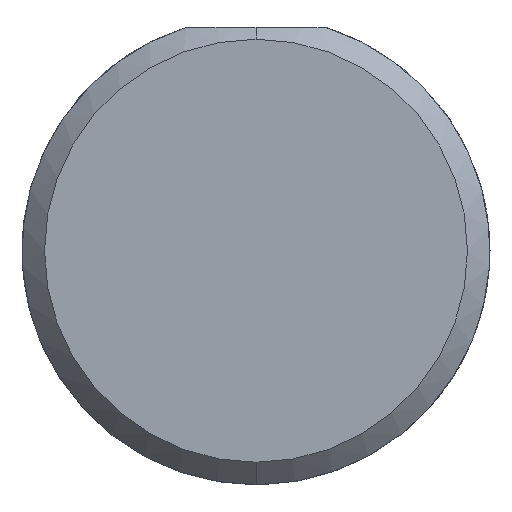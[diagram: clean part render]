
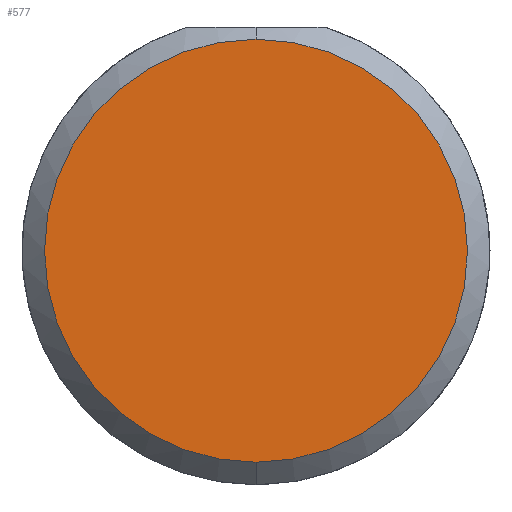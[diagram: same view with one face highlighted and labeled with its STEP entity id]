
A CAD part, left-side view. The second image highlights one B-rep face of the part: STEP entity #577.
In plain terms, the highlighted planar face has unit normal (-1, 0, 0).
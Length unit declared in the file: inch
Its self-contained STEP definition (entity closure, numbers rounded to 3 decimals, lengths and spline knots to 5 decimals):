
#11 = CARTESIAN_POINT ( 'NONE',  ( 0., 0., 0.1411 ) ) ;
#159 = CARTESIAN_POINT ( 'NONE',  ( 0., 0., -0.1411 ) ) ;
#206 = CARTESIAN_POINT ( 'NONE',  ( 0., 0., 0. ) ) ;
#259 = CIRCLE ( 'NONE', #984, 0.1411 ) ;
#279 = EDGE_CURVE ( 'NONE', #646, #1043, #259, .T. ) ;
#292 = DIRECTION ( 'NONE',  ( 0., 0., -1. ) ) ;
#341 = CIRCLE ( 'NONE', #757, 0.1411 ) ;
#358 = DIRECTION ( 'NONE',  ( 0., 0., -1. ) ) ;
#438 = DIRECTION ( 'NONE',  ( -1., 0., 0. ) ) ;
#488 = DIRECTION ( 'NONE',  ( 0., 0., -1. ) ) ;
#531 = ORIENTED_EDGE ( 'NONE', *, *, #909, .T. ) ;
#533 = FACE_OUTER_BOUND ( 'NONE', #584, .T. ) ;
#577 = ADVANCED_FACE ( 'NONE', ( #533 ), #862, .F. ) ;
#584 = EDGE_LOOP ( 'NONE', ( #531, #863 ) ) ;
#606 = DIRECTION ( 'NONE',  ( 1., 0., 0. ) ) ;
#646 = VERTEX_POINT ( 'NONE', #11 ) ;
#675 = AXIS2_PLACEMENT_3D ( 'NONE', #854, #606, #292 ) ;
#757 = AXIS2_PLACEMENT_3D ( 'NONE', #206, #438, #358 ) ;
#805 = DIRECTION ( 'NONE',  ( -1., 0., 0. ) ) ;
#854 = CARTESIAN_POINT ( 'NONE',  ( 0., 0., 0. ) ) ;
#862 = PLANE ( 'NONE',  #675 ) ;
#863 = ORIENTED_EDGE ( 'NONE', *, *, #279, .T. ) ;
#890 = CARTESIAN_POINT ( 'NONE',  ( 0., 0., 0. ) ) ;
#909 = EDGE_CURVE ( 'NONE', #1043, #646, #341, .T. ) ;
#984 = AXIS2_PLACEMENT_3D ( 'NONE', #890, #805, #488 ) ;
#1043 = VERTEX_POINT ( 'NONE', #159 ) ;
